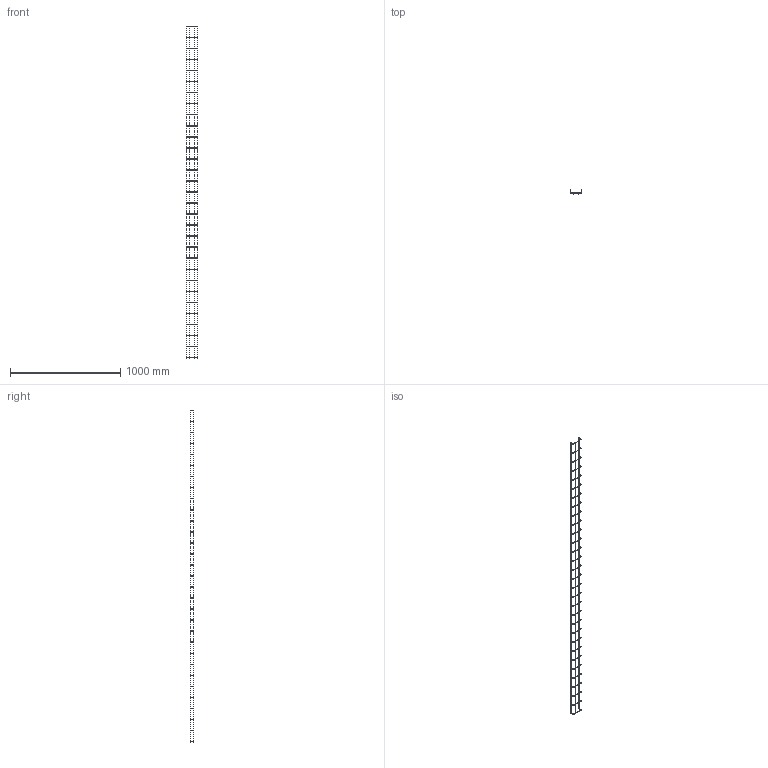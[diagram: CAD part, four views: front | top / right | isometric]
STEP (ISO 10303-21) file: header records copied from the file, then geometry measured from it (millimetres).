
FILE_DESCRIPTION (( 'STEP AP203' ), '1' );
FILE_NAME ('NE-30-035-100-3-40-INOX NESTA Ëîòîê ïðîâîëî÷íûé 35õ100õ3000-4,0 INOX IEK.STEP', '2022-11-11T12:46:13', ( '' ), ( '' ), 'SwSTEP 2.0', 'SolidWorks 2022', '' );
FILE_SCHEMA (( 'CONFIG_CONTROL_DESIGN' ));
Length unit declared in the file: millimetre
Products named in the file (1): NE-30-035-100-3-40-INOX NESTA Лоток проволочный 35х100х3000-4,0 INOX IEK
Bounding box: 108 x 35.46 x 3009 mm (x, y, z)
Volume: 209918.7 mm3; surface area: 210798.3 mm2
Topology: 35 solids, 35 shells, 694 faces, 1376 edges, 752 vertices
Faces by surface type: cylinder 376, torus 248, plane 70
Full cylindrical faces by diameter (mm): 4 x4
Entity records: 17821 total; most frequent: DIRECTION 3762, CARTESIAN_POINT 2819, ORIENTED_EDGE 2744, AXIS2_PLACEMENT_3D 1695, EDGE_CURVE 1372, CIRCLE 1000, VERTEX_POINT 752, FACE_OUTER_BOUND 698
